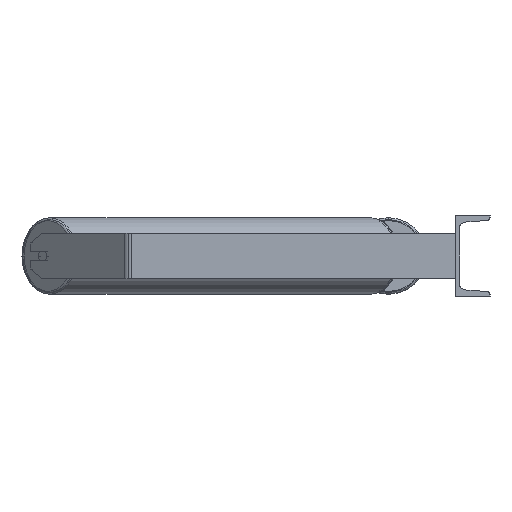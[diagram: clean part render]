
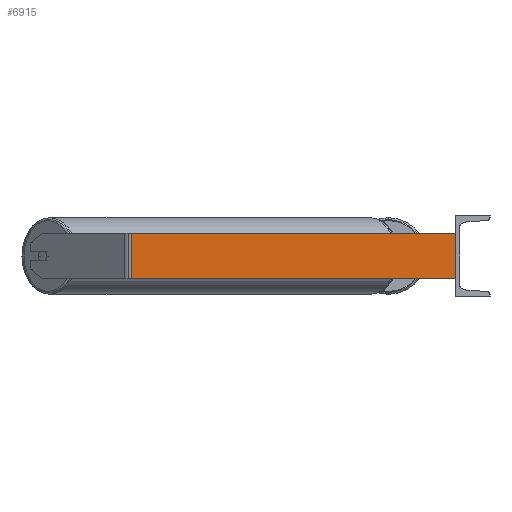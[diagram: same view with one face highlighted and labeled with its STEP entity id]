
A CAD part, left-side view. The second image highlights one B-rep face of the part: STEP entity #6915.
In plain terms, the highlighted planar face has unit normal (-1, 0, 0).
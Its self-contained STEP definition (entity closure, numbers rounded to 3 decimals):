
#147 = CARTESIAN_POINT ( 'NONE',  ( -1185., 571.04, -40. ) ) ;
#437 = ORIENTED_EDGE ( 'NONE', *, *, #4233, .F. ) ;
#518 = EDGE_CURVE ( 'NONE', #2005, #8656, #7559, .T. ) ;
#615 = PLANE ( 'NONE',  #4080 ) ;
#1587 = LINE ( 'NONE', #147, #1597 ) ;
#1597 = VECTOR ( 'NONE', #5694, 1000. ) ;
#2005 = VERTEX_POINT ( 'NONE', #2937 ) ;
#2109 = CARTESIAN_POINT ( 'NONE',  ( -1185., 564.412, 40. ) ) ;
#2233 = VECTOR ( 'NONE', #4140, 1000. ) ;
#2327 = VECTOR ( 'NONE', #8749, 1000. ) ;
#2650 = VERTEX_POINT ( 'NONE', #4935 ) ;
#2937 = CARTESIAN_POINT ( 'NONE',  ( -1185., 564.412, 40. ) ) ;
#3286 = CARTESIAN_POINT ( 'NONE',  ( -1185., 0., 40. ) ) ;
#3419 = LINE ( 'NONE', #3286, #2233 ) ;
#4080 = AXIS2_PLACEMENT_3D ( 'NONE', #6889, #6931, #4797 ) ;
#4140 = DIRECTION ( 'NONE',  ( 0., 0., -1. ) ) ;
#4233 = EDGE_CURVE ( 'NONE', #2650, #6337, #3419, .T. ) ;
#4659 = ORIENTED_EDGE ( 'NONE', *, *, #7235, .F. ) ;
#4797 = DIRECTION ( 'NONE',  ( 0., 0., -1. ) ) ;
#4880 = DIRECTION ( 'NONE',  ( 0., 0., -1. ) ) ;
#4935 = CARTESIAN_POINT ( 'NONE',  ( -1185., 0., 40. ) ) ;
#5576 = FACE_OUTER_BOUND ( 'NONE', #7392, .T. ) ;
#5694 = DIRECTION ( 'NONE',  ( 0., -1., 0. ) ) ;
#5944 = LINE ( 'NONE', #8054, #2327 ) ;
#6337 = VERTEX_POINT ( 'NONE', #7628 ) ;
#6503 = CARTESIAN_POINT ( 'NONE',  ( -1185., 564.412, -40. ) ) ;
#6889 = CARTESIAN_POINT ( 'NONE',  ( -1185., 571.04, 40. ) ) ;
#6915 = ADVANCED_FACE ( 'NONE', ( #5576 ), #615, .F. ) ;
#6931 = DIRECTION ( 'NONE',  ( 1., 0., 0. ) ) ;
#7235 = EDGE_CURVE ( 'NONE', #2005, #2650, #5944, .T. ) ;
#7392 = EDGE_LOOP ( 'NONE', ( #8028, #437, #4659, #8566 ) ) ;
#7559 = LINE ( 'NONE', #2109, #7734 ) ;
#7628 = CARTESIAN_POINT ( 'NONE',  ( -1185., 0., -40. ) ) ;
#7734 = VECTOR ( 'NONE', #4880, 1000. ) ;
#7807 = EDGE_CURVE ( 'NONE', #8656, #6337, #1587, .T. ) ;
#8028 = ORIENTED_EDGE ( 'NONE', *, *, #7807, .T. ) ;
#8054 = CARTESIAN_POINT ( 'NONE',  ( -1185., 571.04, 40. ) ) ;
#8566 = ORIENTED_EDGE ( 'NONE', *, *, #518, .T. ) ;
#8656 = VERTEX_POINT ( 'NONE', #6503 ) ;
#8749 = DIRECTION ( 'NONE',  ( 0., -1., 0. ) ) ;
